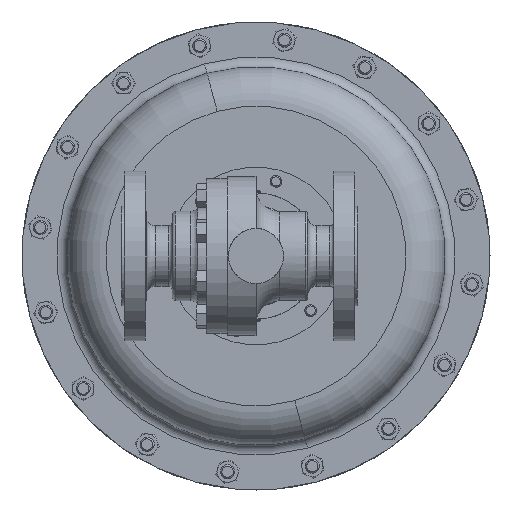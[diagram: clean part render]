
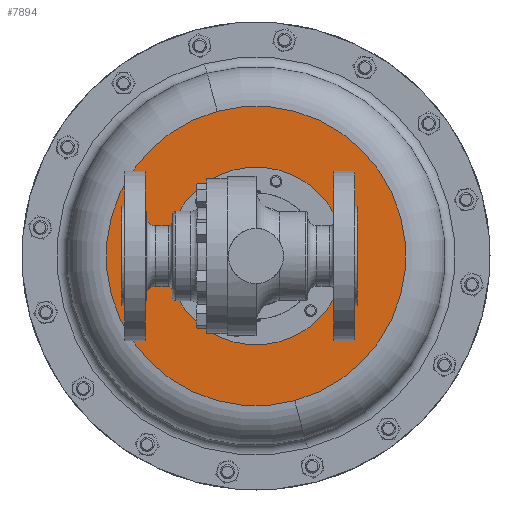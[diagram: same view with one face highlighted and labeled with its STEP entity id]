
A CAD part, front view. The second image highlights one B-rep face of the part: STEP entity #7894.
In plain terms, the highlighted planar face has unit normal (0, -1, 0).
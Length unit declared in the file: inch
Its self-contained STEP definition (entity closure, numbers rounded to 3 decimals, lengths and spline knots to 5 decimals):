
#448 = EDGE_CURVE ( 'NONE', #41287, #35923, #23168, .T. ) ;
#1761 = ORIENTED_EDGE ( 'NONE', *, *, #21294, .T. ) ;
#2981 = CARTESIAN_POINT ( 'NONE',  ( 3.8637, 8.2025, 1.03528 ) ) ;
#3211 = PLANE ( 'NONE',  #47047 ) ;
#4714 = AXIS2_PLACEMENT_3D ( 'NONE', #12199, #39705, #16133 ) ;
#5514 = EDGE_CURVE ( 'NONE', #35923, #41287, #25963, .T. ) ;
#6628 = DIRECTION ( 'NONE',  ( 0., -1., 0. ) ) ;
#6787 = DIRECTION ( 'NONE',  ( 0.259, 0., -0.966 ) ) ;
#7894 = ADVANCED_FACE ( 'NONE', ( #40661, #17286 ), #3211, .T. ) ;
#8552 = DIRECTION ( 'NONE',  ( -0.259, 0., 0.966 ) ) ;
#11340 = CARTESIAN_POINT ( 'NONE',  ( -1.67938, 8.2025, -1.67938 ) ) ;
#11348 = VERTEX_POINT ( 'NONE', #11340 ) ;
#12199 = CARTESIAN_POINT ( 'NONE',  ( 0., 8.2025, 0. ) ) ;
#14178 = DIRECTION ( 'NONE',  ( -0.259, 0., 0.966 ) ) ;
#14351 = DIRECTION ( 'NONE',  ( 0., 1., 0. ) ) ;
#15015 = EDGE_LOOP ( 'NONE', ( #45091, #29211 ) ) ;
#15073 = CARTESIAN_POINT ( 'NONE',  ( 0., 8.2025, 0. ) ) ;
#16133 = DIRECTION ( 'NONE',  ( 0.707, 0., 0.707 ) ) ;
#16944 = VERTEX_POINT ( 'NONE', #49042 ) ;
#17286 = FACE_BOUND ( 'NONE', #43956, .T. ) ;
#17542 = CARTESIAN_POINT ( 'NONE',  ( 0., 8.2025, 0. ) ) ;
#17653 = AXIS2_PLACEMENT_3D ( 'NONE', #15073, #14351, #14178 ) ;
#19145 = EDGE_CURVE ( 'NONE', #11348, #16944, #42663, .T. ) ;
#21294 = EDGE_CURVE ( 'NONE', #16944, #11348, #40104, .T. ) ;
#21556 = DIRECTION ( 'NONE',  ( 0.707, 0., 0.707 ) ) ;
#23168 = CIRCLE ( 'NONE', #37618, 4. ) ;
#24568 = ORIENTED_EDGE ( 'NONE', *, *, #19145, .T. ) ;
#25963 = CIRCLE ( 'NONE', #17653, 4. ) ;
#29211 = ORIENTED_EDGE ( 'NONE', *, *, #5514, .F. ) ;
#35923 = VERTEX_POINT ( 'NONE', #43475 ) ;
#36278 = CARTESIAN_POINT ( 'NONE',  ( -1.03528, 8.2025, 3.8637 ) ) ;
#37618 = AXIS2_PLACEMENT_3D ( 'NONE', #49585, #39049, #8552 ) ;
#39049 = DIRECTION ( 'NONE',  ( 0., 1., 0. ) ) ;
#39705 = DIRECTION ( 'NONE',  ( 0., 1., 0. ) ) ;
#40104 = CIRCLE ( 'NONE', #41817, 2.375 ) ;
#40661 = FACE_OUTER_BOUND ( 'NONE', #15015, .T. ) ;
#41287 = VERTEX_POINT ( 'NONE', #36278 ) ;
#41817 = AXIS2_PLACEMENT_3D ( 'NONE', #17542, #45058, #21556 ) ;
#42663 = CIRCLE ( 'NONE', #4714, 2.375 ) ;
#43475 = CARTESIAN_POINT ( 'NONE',  ( 1.03528, 8.2025, -3.8637 ) ) ;
#43956 = EDGE_LOOP ( 'NONE', ( #24568, #1761 ) ) ;
#45058 = DIRECTION ( 'NONE',  ( 0., 1., 0. ) ) ;
#45091 = ORIENTED_EDGE ( 'NONE', *, *, #448, .F. ) ;
#47047 = AXIS2_PLACEMENT_3D ( 'NONE', #2981, #6628, #6787 ) ;
#49042 = CARTESIAN_POINT ( 'NONE',  ( 1.67938, 8.2025, 1.67938 ) ) ;
#49585 = CARTESIAN_POINT ( 'NONE',  ( 0., 8.2025, 0. ) ) ;
